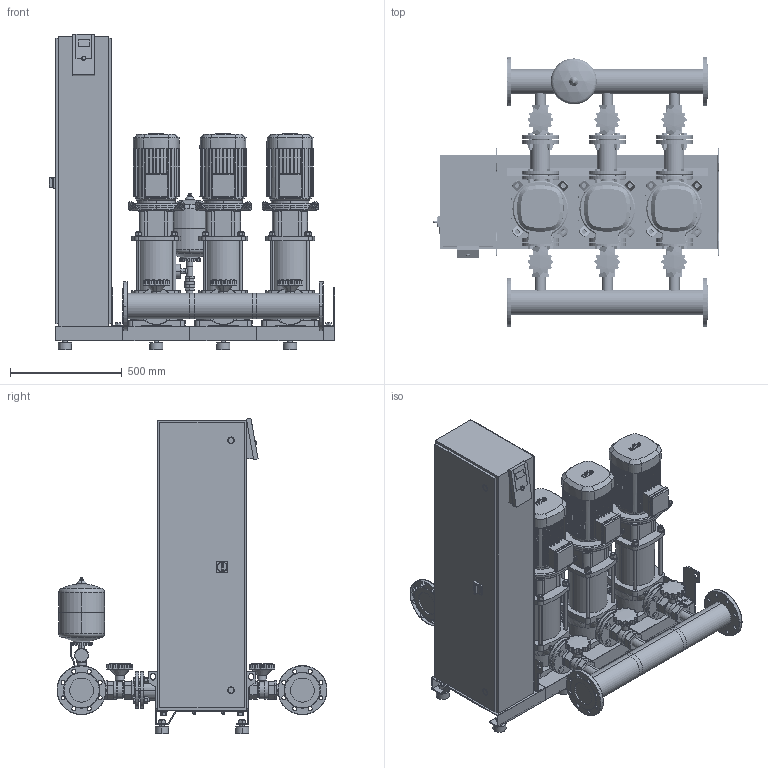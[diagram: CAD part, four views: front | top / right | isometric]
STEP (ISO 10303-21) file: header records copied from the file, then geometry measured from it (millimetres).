
FILE_DESCRIPTION((''),'2;1');
FILE_NAME('3d_SiBoostSmart3HELIXV2204-2540726.stp','2016-01-25T10:36:09',(''),(''),'Mechanical Desktop 2009','Mechanical Desktop 2009',', , ');
FILE_SCHEMA(('CONFIG_CONTROL_DESIGN'));
Length unit declared in the file: millimetre
Products named in the file (1): Product
Bounding box: 1280 x 1210 x 1413.4 mm (x, y, z)
Volume: 262586032.5 mm3; surface area: 14066432.2 mm2
Topology: 181 solids, 181 shells, 4792 faces, 11898 edges, 7760 vertices
Faces by surface type: plane 2048, cylinder 1526, bspline 832, cone 280, torus 94, sphere 12
Entity records: 152058 total; most frequent: CARTESIAN_POINT 37264, ORIENTED_EDGE 23760, DIRECTION 23710, EDGE_CURVE 11880, AXIS2_PLACEMENT_3D 8424, VERTEX_POINT 7751, VECTOR 6862, LINE 6862
